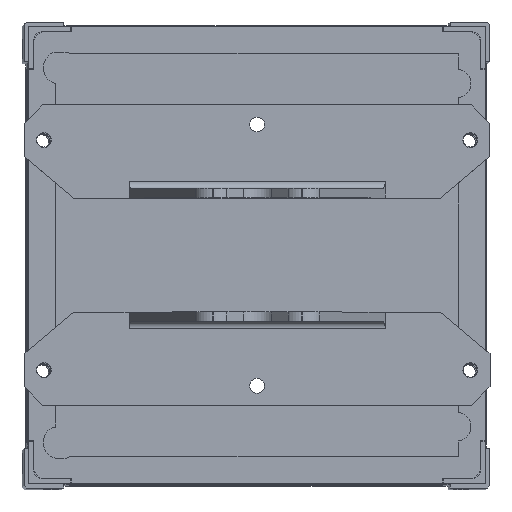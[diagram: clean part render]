
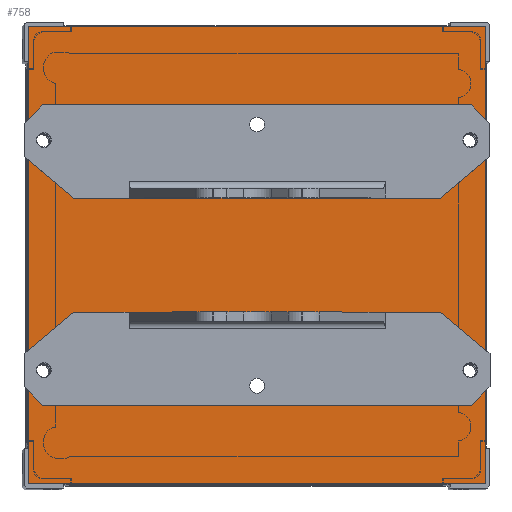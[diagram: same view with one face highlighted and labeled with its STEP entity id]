
A CAD part, top view. The second image highlights one B-rep face of the part: STEP entity #758.
In plain terms, the highlighted planar face has unit normal (0.002, 0, 1).
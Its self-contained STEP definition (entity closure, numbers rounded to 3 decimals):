
#758=ADVANCED_FACE('',(#2321,#2323,#2325,#2327,#2329,#2331,#2333),#2335,.T.);
#2321=FACE_BOUND('',#2322,.T.);
#2322=EDGE_LOOP('',(#4001,#4002,#4003,#4004));
#2323=FACE_BOUND('',#2324,.T.);
#2324=EDGE_LOOP('',(#4005));
#2325=FACE_BOUND('',#2326,.T.);
#2326=EDGE_LOOP('',(#4006));
#2327=FACE_BOUND('',#2328,.T.);
#2328=EDGE_LOOP('',(#4007));
#2329=FACE_BOUND('',#2330,.T.);
#2330=EDGE_LOOP('',(#4008));
#2331=FACE_BOUND('',#2332,.T.);
#2332=EDGE_LOOP('',(#4009));
#2333=FACE_BOUND('',#2334,.T.);
#2334=EDGE_LOOP('',(#4010));
#2335=PLANE('',#2336);
#2336=AXIS2_PLACEMENT_3D('',#2337,#2338,#2339);
#2337=CARTESIAN_POINT('',(0.,0.,1.));
#2338=DIRECTION('',(0.,0.,1.));
#2339=DIRECTION('',(-1.,0.,0.));
#4001=ORIENTED_EDGE('',*,*,#4917,.T.);
#4002=ORIENTED_EDGE('',*,*,#4918,.T.);
#4003=ORIENTED_EDGE('',*,*,#4919,.T.);
#4004=ORIENTED_EDGE('',*,*,#4920,.T.);
#4005=ORIENTED_EDGE('',*,*,#4921,.T.);
#4006=ORIENTED_EDGE('',*,*,#4922,.T.);
#4007=ORIENTED_EDGE('',*,*,#4923,.T.);
#4008=ORIENTED_EDGE('',*,*,#4924,.T.);
#4009=ORIENTED_EDGE('',*,*,#4925,.T.);
#4010=ORIENTED_EDGE('',*,*,#4926,.T.);
#4917=EDGE_CURVE('',#6039,#6040,#6041,.T.);
#4918=EDGE_CURVE('',#6040,#6042,#6043,.T.);
#4919=EDGE_CURVE('',#6042,#6044,#6045,.T.);
#4920=EDGE_CURVE('',#6044,#6039,#6046,.T.);
#4921=EDGE_CURVE('',#6047,#6047,#6048,.F.);
#4922=EDGE_CURVE('',#6049,#6049,#6050,.F.);
#4923=EDGE_CURVE('',#6051,#6051,#6052,.F.);
#4924=EDGE_CURVE('',#6053,#6053,#6054,.F.);
#4925=EDGE_CURVE('',#6055,#6055,#6056,.F.);
#4926=EDGE_CURVE('',#6057,#6057,#6058,.F.);
#6039=VERTEX_POINT('',#10830);
#6040=VERTEX_POINT('',#10831);
#6041=LINE('',#10832,#10833);
#6042=VERTEX_POINT('',#10835);
#6043=LINE('',#10836,#10837);
#6044=VERTEX_POINT('',#10839);
#6045=LINE('',#10840,#10841);
#6046=LINE('',#10843,#10844);
#6047=VERTEX_POINT('',#10846);
#6048=CIRCLE('',#10847,1.6);
#6049=VERTEX_POINT('',#10851);
#6050=CIRCLE('',#10852,1.6);
#6051=VERTEX_POINT('',#10856);
#6052=CIRCLE('',#10857,1.6);
#6053=VERTEX_POINT('',#10861);
#6054=CIRCLE('',#10862,1.6);
#6055=VERTEX_POINT('',#10866);
#6056=CIRCLE('',#10867,1.6);
#6057=VERTEX_POINT('',#10871);
#6058=CIRCLE('',#10872,1.6);
#10830=CARTESIAN_POINT('',(-49.,-49.,1.));
#10831=CARTESIAN_POINT('',(49.,-49.,1.));
#10832=CARTESIAN_POINT('',(-49.,-49.,1.));
#10833=VECTOR('',#10834,1.);
#10834=DIRECTION('',(1.,0.,0.));
#10835=CARTESIAN_POINT('',(49.,49.,1.));
#10836=CARTESIAN_POINT('',(49.,-49.,1.));
#10837=VECTOR('',#10838,1.);
#10838=DIRECTION('',(0.,1.,0.));
#10839=CARTESIAN_POINT('',(-49.,49.,1.));
#10840=CARTESIAN_POINT('',(49.,49.,1.));
#10841=VECTOR('',#10842,1.);
#10842=DIRECTION('',(-1.,0.,0.));
#10843=CARTESIAN_POINT('',(-49.,49.,1.));
#10844=VECTOR('',#10845,1.);
#10845=DIRECTION('',(0.,-1.,0.));
#10846=CARTESIAN_POINT('',(-26.3,-45.8,1.));
#10847=AXIS2_PLACEMENT_3D('',#10848,#10849,#10850);
#10848=CARTESIAN_POINT('',(-24.7,-45.8,1.));
#10849=DIRECTION('',(0.,0.,1.));
#10850=DIRECTION('',(-1.,0.,0.));
#10851=CARTESIAN_POINT('',(23.1,-45.8,1.));
#10852=AXIS2_PLACEMENT_3D('',#10853,#10854,#10855);
#10853=CARTESIAN_POINT('',(24.7,-45.8,1.));
#10854=DIRECTION('',(0.,0.,1.));
#10855=DIRECTION('',(-1.,0.,0.));
#10856=CARTESIAN_POINT('',(23.1,45.8,1.));
#10857=AXIS2_PLACEMENT_3D('',#10858,#10859,#10860);
#10858=CARTESIAN_POINT('',(24.7,45.8,1.));
#10859=DIRECTION('',(0.,0.,1.));
#10860=DIRECTION('',(-1.,0.,0.));
#10861=CARTESIAN_POINT('',(-26.3,45.8,1.));
#10862=AXIS2_PLACEMENT_3D('',#10863,#10864,#10865);
#10863=CARTESIAN_POINT('',(-24.7,45.8,1.));
#10864=DIRECTION('',(0.,0.,1.));
#10865=DIRECTION('',(-1.,0.,0.));
#10866=CARTESIAN_POINT('',(26.45,0.,1.));
#10867=AXIS2_PLACEMENT_3D('',#10868,#10869,#10870);
#10868=CARTESIAN_POINT('',(28.05,0.,1.));
#10869=DIRECTION('',(0.,0.,1.));
#10870=DIRECTION('',(-1.,0.,0.));
#10871=CARTESIAN_POINT('',(-29.65,0.,1.));
#10872=AXIS2_PLACEMENT_3D('',#10873,#10874,#10875);
#10873=CARTESIAN_POINT('',(-28.05,0.,1.));
#10874=DIRECTION('',(0.,0.,1.));
#10875=DIRECTION('',(-1.,0.,0.));
